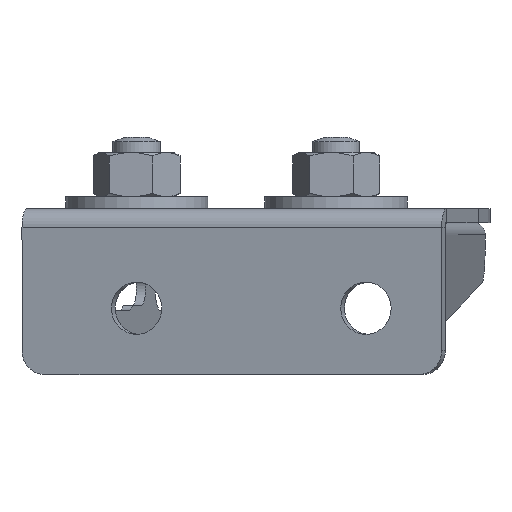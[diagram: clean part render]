
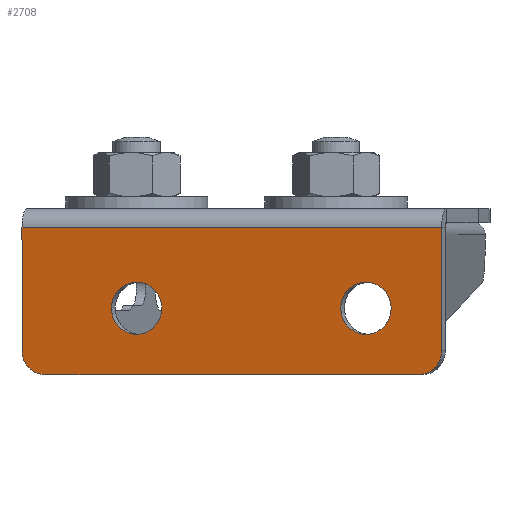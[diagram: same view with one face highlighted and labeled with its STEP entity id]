
A CAD part, left-side view. The second image highlights one B-rep face of the part: STEP entity #2708.
In plain terms, the highlighted face is planar.
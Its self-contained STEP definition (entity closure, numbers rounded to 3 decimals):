
#111=FACE_BOUND('',#382,.T.);
#112=FACE_BOUND('',#383,.T.);
#141=PLANE('',#2983);
#225=FACE_OUTER_BOUND('',#381,.T.);
#381=EDGE_LOOP('',(#1851,#1852,#1853,#1854,#1855,#1856));
#382=EDGE_LOOP('',(#1857,#1858));
#383=EDGE_LOOP('',(#1859,#1860));
#566=LINE('',#4135,#808);
#569=LINE('',#4141,#811);
#570=LINE('',#4145,#812);
#571=LINE('',#4146,#813);
#808=VECTOR('',#3292,10.);
#811=VECTOR('',#3297,10.);
#812=VECTOR('',#3300,10.);
#813=VECTOR('',#3301,10.);
#1049=CIRCLE('',#2981,5.);
#1050=CIRCLE('',#2984,5.);
#1051=CIRCLE('',#2985,5.5);
#1052=CIRCLE('',#2986,5.5);
#1053=CIRCLE('',#2987,5.5);
#1054=CIRCLE('',#2988,5.5);
#1182=VERTEX_POINT('',#4128);
#1183=VERTEX_POINT('',#4130);
#1184=VERTEX_POINT('',#4134);
#1186=VERTEX_POINT('',#4140);
#1187=VERTEX_POINT('',#4142);
#1188=VERTEX_POINT('',#4144);
#1189=VERTEX_POINT('',#4147);
#1190=VERTEX_POINT('',#4148);
#1191=VERTEX_POINT('',#4151);
#1192=VERTEX_POINT('',#4152);
#1441=EDGE_CURVE('',#1182,#1183,#1049,.T.);
#1443=EDGE_CURVE('',#1184,#1183,#566,.T.);
#1446=EDGE_CURVE('',#1182,#1186,#569,.T.);
#1447=EDGE_CURVE('',#1187,#1186,#1050,.T.);
#1448=EDGE_CURVE('',#1187,#1188,#570,.T.);
#1449=EDGE_CURVE('',#1188,#1184,#571,.T.);
#1450=EDGE_CURVE('',#1189,#1190,#1051,.T.);
#1451=EDGE_CURVE('',#1190,#1189,#1052,.T.);
#1452=EDGE_CURVE('',#1191,#1192,#1053,.T.);
#1453=EDGE_CURVE('',#1192,#1191,#1054,.T.);
#1851=ORIENTED_EDGE('',*,*,#1441,.F.);
#1852=ORIENTED_EDGE('',*,*,#1446,.T.);
#1853=ORIENTED_EDGE('',*,*,#1447,.F.);
#1854=ORIENTED_EDGE('',*,*,#1448,.T.);
#1855=ORIENTED_EDGE('',*,*,#1449,.T.);
#1856=ORIENTED_EDGE('',*,*,#1443,.T.);
#1857=ORIENTED_EDGE('',*,*,#1450,.T.);
#1858=ORIENTED_EDGE('',*,*,#1451,.T.);
#1859=ORIENTED_EDGE('',*,*,#1452,.T.);
#1860=ORIENTED_EDGE('',*,*,#1453,.T.);
#2708=ADVANCED_FACE('',(#225,#111,#112),#141,.F.);
#2981=AXIS2_PLACEMENT_3D('',#4131,#3287,#3288);
#2983=AXIS2_PLACEMENT_3D('',#4139,#3295,#3296);
#2984=AXIS2_PLACEMENT_3D('',#4143,#3298,#3299);
#2985=AXIS2_PLACEMENT_3D('',#4149,#3302,#3303);
#2986=AXIS2_PLACEMENT_3D('',#4150,#3304,#3305);
#2987=AXIS2_PLACEMENT_3D('',#4153,#3306,#3307);
#2988=AXIS2_PLACEMENT_3D('',#4154,#3308,#3309);
#3287=DIRECTION('center_axis',(0.,0.,1.));
#3288=DIRECTION('ref_axis',(0.707,0.707,0.));
#3292=DIRECTION('',(1.,0.,0.));
#3295=DIRECTION('center_axis',(0.,0.,1.));
#3296=DIRECTION('ref_axis',(1.,0.,0.));
#3297=DIRECTION('',(0.,-1.,0.));
#3298=DIRECTION('center_axis',(0.,0.,1.));
#3299=DIRECTION('ref_axis',(0.707,-0.707,0.));
#3300=DIRECTION('',(-1.,0.,0.));
#3301=DIRECTION('',(0.,1.,0.));
#3302=DIRECTION('center_axis',(0.,0.,1.));
#3303=DIRECTION('ref_axis',(-1.,0.,0.));
#3304=DIRECTION('center_axis',(0.,0.,1.));
#3305=DIRECTION('ref_axis',(-1.,0.,0.));
#3306=DIRECTION('center_axis',(0.,0.,1.));
#3307=DIRECTION('ref_axis',(-1.,0.,0.));
#3308=DIRECTION('center_axis',(0.,0.,1.));
#3309=DIRECTION('ref_axis',(-1.,0.,0.));
#4128=CARTESIAN_POINT('',(17.5,40.75,0.));
#4130=CARTESIAN_POINT('',(12.5,45.75,0.));
#4131=CARTESIAN_POINT('Origin',(12.5,40.75,0.));
#4134=CARTESIAN_POINT('',(-13.5,45.75,0.));
#4135=CARTESIAN_POINT('',(-17.5,45.75,0.));
#4139=CARTESIAN_POINT('Origin',(0.,0.,0.));
#4140=CARTESIAN_POINT('',(17.5,-40.75,0.));
#4141=CARTESIAN_POINT('',(17.5,45.75,0.));
#4142=CARTESIAN_POINT('',(12.5,-45.75,0.));
#4143=CARTESIAN_POINT('Origin',(12.5,-40.75,0.));
#4144=CARTESIAN_POINT('',(-13.5,-45.75,0.));
#4145=CARTESIAN_POINT('',(17.5,-45.75,0.));
#4146=CARTESIAN_POINT('',(-13.5,-22.875,0.));
#4147=CARTESIAN_POINT('',(-2.,-29.25,0.));
#4148=CARTESIAN_POINT('',(9.,-29.25,0.));
#4149=CARTESIAN_POINT('Origin',(3.5,-29.25,0.));
#4150=CARTESIAN_POINT('Origin',(3.5,-29.25,0.));
#4151=CARTESIAN_POINT('',(-2.,20.75,0.));
#4152=CARTESIAN_POINT('',(9.,20.75,0.));
#4153=CARTESIAN_POINT('Origin',(3.5,20.75,0.));
#4154=CARTESIAN_POINT('Origin',(3.5,20.75,0.));
